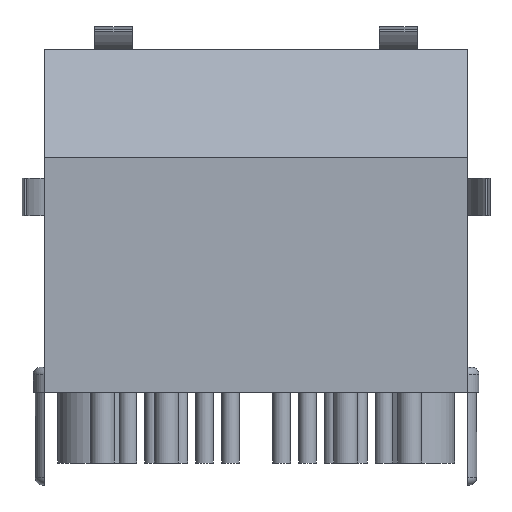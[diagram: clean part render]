
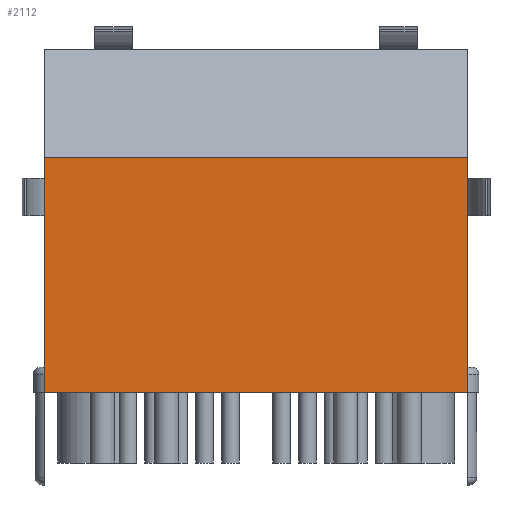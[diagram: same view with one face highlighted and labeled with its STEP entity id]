
A CAD part, left-side view. The second image highlights one B-rep face of the part: STEP entity #2112.
In plain terms, the highlighted planar face has unit normal (-1, 0, 0).
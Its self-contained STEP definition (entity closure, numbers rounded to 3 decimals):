
#45=DIRECTION('',(0.,1.,0.));
#46=VECTOR('',#45,16.79);
#47=CARTESIAN_POINT('',(-16.5,-8.4,9.326));
#48=LINE('',#47,#46);
#53=DIRECTION('',(0.,0.,-1.));
#54=VECTOR('',#53,9.326);
#55=CARTESIAN_POINT('',(-16.5,-8.4,9.326));
#56=LINE('',#55,#54);
#60=DIRECTION('',(0.,1.,0.));
#61=VECTOR('',#60,16.79);
#62=CARTESIAN_POINT('',(-16.5,-8.4,0.));
#63=LINE('',#62,#61);
#67=DIRECTION('',(0.,0.,1.));
#68=VECTOR('',#67,9.326);
#69=CARTESIAN_POINT('',(-16.5,8.39,0.));
#70=LINE('',#69,#68);
#1821=CARTESIAN_POINT('',(-16.5,-8.4,0.));
#1822=CARTESIAN_POINT('',(-16.5,8.39,0.));
#1823=VERTEX_POINT('',#1821);
#1824=VERTEX_POINT('',#1822);
#1977=CARTESIAN_POINT('',(-16.5,8.39,9.326));
#1979=VERTEX_POINT('',#1977);
#1983=CARTESIAN_POINT('',(-16.5,-8.4,9.326));
#1984=VERTEX_POINT('',#1983);
#2097=CARTESIAN_POINT('',(-16.5,-8.4,0.));
#2098=DIRECTION('',(1.,0.,0.));
#2099=DIRECTION('',(0.,1.,0.));
#2100=AXIS2_PLACEMENT_3D('',#2097,#2098,#2099);
#2101=PLANE('',#2100);
#2103=ORIENTED_EDGE('',*,*,#2102,.F.);
#2105=ORIENTED_EDGE('',*,*,#2104,.T.);
#2107=ORIENTED_EDGE('',*,*,#2106,.T.);
#2109=ORIENTED_EDGE('',*,*,#2108,.T.);
#2110=EDGE_LOOP('',(#2103,#2105,#2107,#2109));
#2111=FACE_OUTER_BOUND('',#2110,.F.);
#2112=ADVANCED_FACE('',(#2111),#2101,.F.);
#2102=EDGE_CURVE('',#1984,#1979,#48,.T.);
#2104=EDGE_CURVE('',#1984,#1823,#56,.T.);
#2106=EDGE_CURVE('',#1823,#1824,#63,.T.);
#2108=EDGE_CURVE('',#1824,#1979,#70,.T.);
